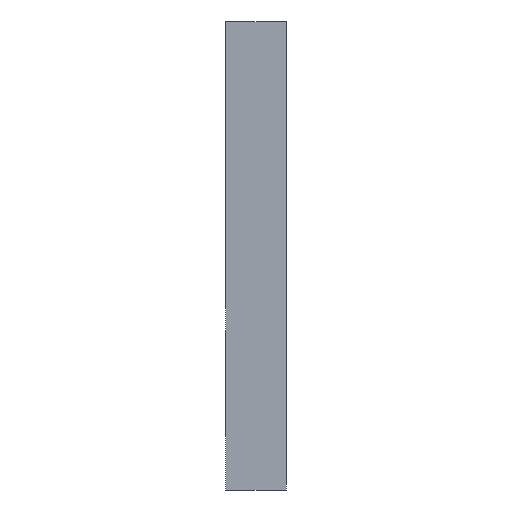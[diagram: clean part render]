
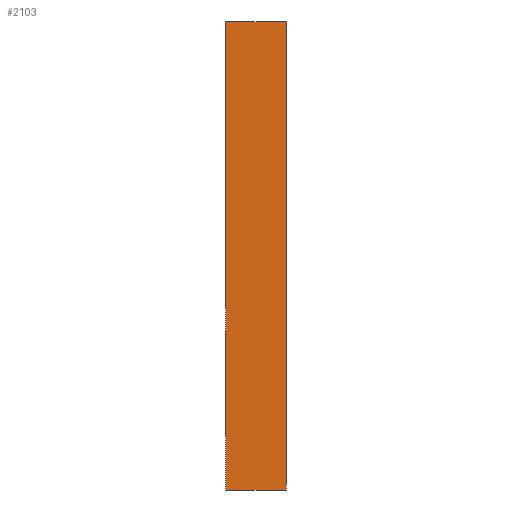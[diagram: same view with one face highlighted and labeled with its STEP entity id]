
A CAD part, left-side view. The second image highlights one B-rep face of the part: STEP entity #2103.
In plain terms, the highlighted planar face has unit normal (-1, 0, 0).
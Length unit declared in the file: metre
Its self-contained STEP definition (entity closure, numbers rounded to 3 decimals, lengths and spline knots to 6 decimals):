
#168=ORIENTED_EDGE('',*,*,#760,.T.);
#169=ORIENTED_EDGE('',*,*,#761,.F.);
#170=ORIENTED_EDGE('',*,*,#762,.F.);
#171=ORIENTED_EDGE('',*,*,#759,.T.);
#759=EDGE_CURVE('',#1047,#1052,#1246,.T.);
#760=EDGE_CURVE('',#1052,#1053,#1247,.T.);
#761=EDGE_CURVE('',#1054,#1053,#1248,.T.);
#762=EDGE_CURVE('',#1047,#1054,#1249,.T.);
#1047=VERTEX_POINT('',#3073);
#1052=VERTEX_POINT('',#3082);
#1053=VERTEX_POINT('',#3086);
#1054=VERTEX_POINT('',#3088);
#1246=LINE('',#3083,#1507);
#1247=LINE('',#3085,#1508);
#1248=LINE('',#3087,#1509);
#1249=LINE('',#3089,#1510);
#1507=VECTOR('',#2481,1.);
#1508=VECTOR('',#2484,1.);
#1509=VECTOR('',#2485,1.);
#1510=VECTOR('',#2486,1.);
#1741=EDGE_LOOP('',(#168,#169,#170,#171));
#1878=FACE_BOUND('',#1741,.T.);
#2009=PLANE('',#2246);
#2103=ADVANCED_FACE('',(#1878),#2009,.F.);
#2246=AXIS2_PLACEMENT_3D('',#3084,#2482,#2483);
#2481=DIRECTION('',(0.,-1.,0.));
#2482=DIRECTION('',(1.,0.,0.));
#2483=DIRECTION('',(0.,-1.,0.));
#2484=DIRECTION('',(0.,0.,1.));
#2485=DIRECTION('',(0.,-1.,0.));
#2486=DIRECTION('',(0.,0.,1.));
#3073=CARTESIAN_POINT('',(-0.048053,0.011,-0.018894));
#3082=CARTESIAN_POINT('',(-0.048053,0.002,-0.018894));
#3083=CARTESIAN_POINT('',(-0.048053,0.009,-0.018894));
#3084=CARTESIAN_POINT('',(-0.048053,0.009,0.016062));
#3085=CARTESIAN_POINT('',(-0.048053,0.002,0.016062));
#3086=CARTESIAN_POINT('',(-0.048053,0.002,0.051019));
#3087=CARTESIAN_POINT('',(-0.048053,0.009,0.051019));
#3088=CARTESIAN_POINT('',(-0.048053,0.011,0.051019));
#3089=CARTESIAN_POINT('',(-0.048053,0.011,0.016062));
